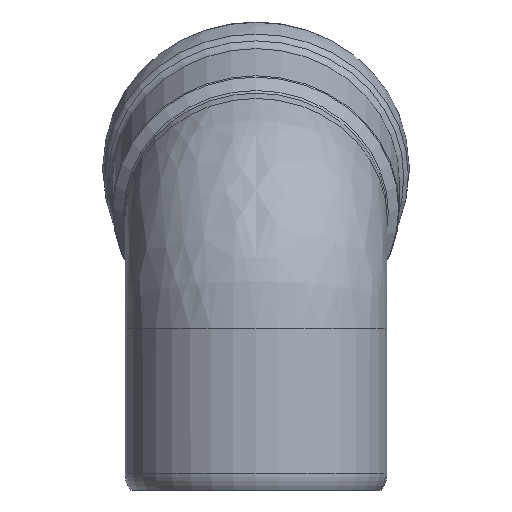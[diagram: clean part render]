
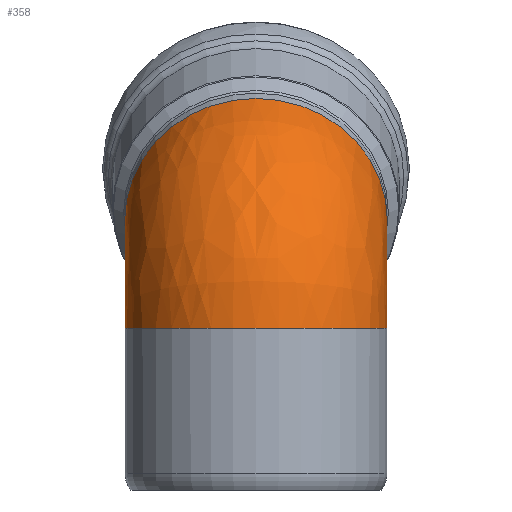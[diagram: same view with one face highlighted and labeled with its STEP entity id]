
A CAD part, left-side view. The second image highlights one B-rep face of the part: STEP entity #358.
In plain terms, the highlighted free-form (B-spline) face has degree [2, 2] with [9, 3] control points.
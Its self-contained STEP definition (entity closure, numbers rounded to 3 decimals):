
#17=(
BOUNDED_SURFACE()
B_SPLINE_SURFACE(2,2,((#657,#658,#659),(#660,#661,#662),(#663,#664,#665),
(#666,#667,#668),(#669,#670,#671),(#672,#673,#674),(#675,#676,#677),(#678,
#679,#680),(#681,#682,#683)),.UNSPECIFIED.,.F.,.F.,.F.)
B_SPLINE_SURFACE_WITH_KNOTS((3,2,2,2,3),(3,3),(-2.624,-1.312,
0.,1.312,2.624),(-1.571,
-0.393),.UNSPECIFIED.)
GEOMETRIC_REPRESENTATION_ITEM()
RATIONAL_B_SPLINE_SURFACE(((1.,0.831,1.),(0.792,
0.659,0.792),(1.,0.831,1.),(0.792,
0.659,0.792),(1.,0.831,1.),(0.792,
0.659,0.792),(1.,0.831,1.),(0.792,
0.659,0.792),(1.,0.831,1.)))
REPRESENTATION_ITEM('')
SURFACE()
);
#22=B_SPLINE_CURVE_WITH_KNOTS('',3,(#627,#628,#629,#630,#631,#632,#633,
#634,#635,#636,#637,#638,#639),.UNSPECIFIED.,.F.,.F.,(4,3,3,3,4),(-0.001,
0.063,0.115,0.125,0.202),
 .UNSPECIFIED.);
#23=B_SPLINE_CURVE_WITH_KNOTS('',3,(#643,#644,#645,#646,#647,#648,#649,
#650,#651,#652,#653,#654,#655),.UNSPECIFIED.,.F.,.F.,(4,3,3,3,4),(-0.001,
0.076,0.086,0.139,0.202),
 .UNSPECIFIED.);
#70=FACE_OUTER_BOUND('',#106,.T.);
#106=EDGE_LOOP('',(#274,#275,#276,#277));
#163=CIRCLE('',#399,55.);
#164=CIRCLE('',#400,55.);
#196=VERTEX_POINT('',#625);
#197=VERTEX_POINT('',#626);
#198=VERTEX_POINT('',#640);
#199=VERTEX_POINT('',#642);
#230=EDGE_CURVE('',#196,#197,#22,.T.);
#232=EDGE_CURVE('',#199,#198,#23,.T.);
#234=EDGE_CURVE('',#199,#197,#163,.T.);
#235=EDGE_CURVE('',#198,#196,#164,.T.);
#274=ORIENTED_EDGE('',*,*,#230,.T.);
#275=ORIENTED_EDGE('',*,*,#234,.F.);
#276=ORIENTED_EDGE('',*,*,#232,.T.);
#277=ORIENTED_EDGE('',*,*,#235,.T.);
#358=ADVANCED_FACE('',(#70),#17,.F.);
#399=AXIS2_PLACEMENT_3D('',#684,#476,#477);
#400=AXIS2_PLACEMENT_3D('',#685,#478,#479);
#476=DIRECTION('center_axis',(0.924,0.,0.383));
#477=DIRECTION('ref_axis',(-0.383,0.,0.924));
#478=DIRECTION('center_axis',(0.,0.,1.));
#479=DIRECTION('ref_axis',(-1.,0.,0.));
#625=CARTESIAN_POINT('',(47.763,-27.271,67.925));
#626=CARTESIAN_POINT('',(48.835,-27.271,69.53));
#627=CARTESIAN_POINT('Ctrl Pts',(47.763,-27.271,67.925));
#628=CARTESIAN_POINT('Ctrl Pts',(47.78,-27.241,68.134));
#629=CARTESIAN_POINT('Ctrl Pts',(47.83,-27.221,68.34));
#630=CARTESIAN_POINT('Ctrl Pts',(47.912,-27.209,68.535));
#631=CARTESIAN_POINT('Ctrl Pts',(47.979,-27.2,68.695));
#632=CARTESIAN_POINT('Ctrl Pts',(48.067,-27.196,68.846));
#633=CARTESIAN_POINT('Ctrl Pts',(48.174,-27.2,68.984));
#634=CARTESIAN_POINT('Ctrl Pts',(48.195,-27.201,69.01));
#635=CARTESIAN_POINT('Ctrl Pts',(48.216,-27.202,69.036));
#636=CARTESIAN_POINT('Ctrl Pts',(48.238,-27.203,69.061));
#637=CARTESIAN_POINT('Ctrl Pts',(48.405,-27.212,69.255));
#638=CARTESIAN_POINT('Ctrl Pts',(48.609,-27.235,69.414));
#639=CARTESIAN_POINT('Ctrl Pts',(48.835,-27.271,69.53));
#640=CARTESIAN_POINT('',(47.763,27.271,67.925));
#642=CARTESIAN_POINT('',(48.835,27.271,69.53));
#643=CARTESIAN_POINT('Ctrl Pts',(48.835,27.271,69.53));
#644=CARTESIAN_POINT('Ctrl Pts',(48.609,27.235,69.414));
#645=CARTESIAN_POINT('Ctrl Pts',(48.405,27.212,69.255));
#646=CARTESIAN_POINT('Ctrl Pts',(48.238,27.203,69.061));
#647=CARTESIAN_POINT('Ctrl Pts',(48.216,27.202,69.036));
#648=CARTESIAN_POINT('Ctrl Pts',(48.195,27.201,69.01));
#649=CARTESIAN_POINT('Ctrl Pts',(48.174,27.2,68.984));
#650=CARTESIAN_POINT('Ctrl Pts',(48.067,27.196,68.846));
#651=CARTESIAN_POINT('Ctrl Pts',(47.979,27.2,68.695));
#652=CARTESIAN_POINT('Ctrl Pts',(47.912,27.209,68.535));
#653=CARTESIAN_POINT('Ctrl Pts',(47.83,27.221,68.34));
#654=CARTESIAN_POINT('Ctrl Pts',(47.78,27.241,68.134));
#655=CARTESIAN_POINT('Ctrl Pts',(47.763,27.271,67.925));
#657=CARTESIAN_POINT('Ctrl Pts',(47.806,-27.195,67.925));
#658=CARTESIAN_POINT('Ctrl Pts',(47.806,-27.195,69.057));
#659=CARTESIAN_POINT('Ctrl Pts',(48.852,-27.195,69.49));
#660=CARTESIAN_POINT('Ctrl Pts',(26.869,-64.,67.925));
#661=CARTESIAN_POINT('Ctrl Pts',(26.869,-64.,83.047));
#662=CARTESIAN_POINT('Ctrl Pts',(40.84,-64.,88.833));
#663=CARTESIAN_POINT('Ctrl Pts',(-14.065,-53.171,67.925));
#664=CARTESIAN_POINT('Ctrl Pts',(-14.065,-53.171,110.398));
#665=CARTESIAN_POINT('Ctrl Pts',(25.175,-53.171,126.652));
#666=CARTESIAN_POINT('Ctrl Pts',(-55.,-42.343,67.925));
#667=CARTESIAN_POINT('Ctrl Pts',(-55.,-42.343,137.75));
#668=CARTESIAN_POINT('Ctrl Pts',(9.51,-42.343,164.471));
#669=CARTESIAN_POINT('Ctrl Pts',(-55.,0.,67.925));
#670=CARTESIAN_POINT('Ctrl Pts',(-55.,0.,
137.75));
#671=CARTESIAN_POINT('Ctrl Pts',(9.51,0.,
164.471));
#672=CARTESIAN_POINT('Ctrl Pts',(-55.,42.343,67.925));
#673=CARTESIAN_POINT('Ctrl Pts',(-55.,42.343,137.75));
#674=CARTESIAN_POINT('Ctrl Pts',(9.51,42.343,164.471));
#675=CARTESIAN_POINT('Ctrl Pts',(-14.065,53.171,67.925));
#676=CARTESIAN_POINT('Ctrl Pts',(-14.065,53.171,110.398));
#677=CARTESIAN_POINT('Ctrl Pts',(25.175,53.171,126.652));
#678=CARTESIAN_POINT('Ctrl Pts',(26.869,64.,67.925));
#679=CARTESIAN_POINT('Ctrl Pts',(26.869,64.,83.047));
#680=CARTESIAN_POINT('Ctrl Pts',(40.84,64.,88.833));
#681=CARTESIAN_POINT('Ctrl Pts',(47.806,27.195,67.925));
#682=CARTESIAN_POINT('Ctrl Pts',(47.806,27.195,69.057));
#683=CARTESIAN_POINT('Ctrl Pts',(48.852,27.195,69.49));
#684=CARTESIAN_POINT('Origin',(30.557,0.,113.657));
#685=CARTESIAN_POINT('Origin',(0.,0.,67.925));
